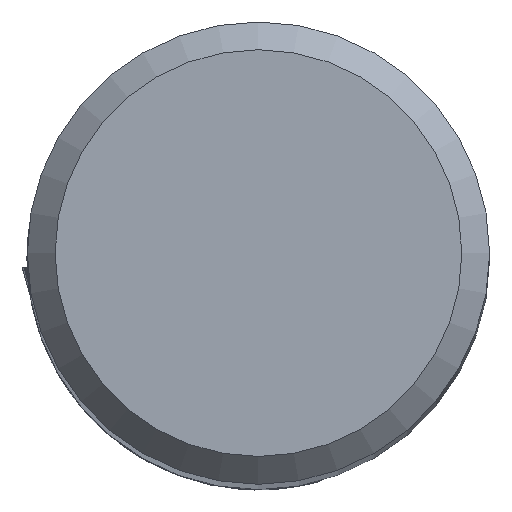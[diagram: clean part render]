
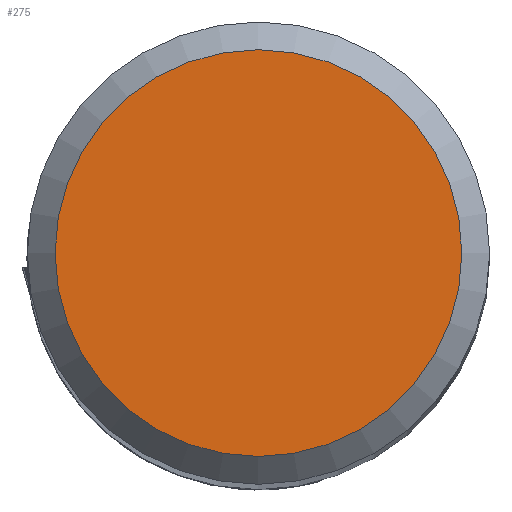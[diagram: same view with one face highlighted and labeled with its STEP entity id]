
A CAD part, top view. The second image highlights one B-rep face of the part: STEP entity #275.
In plain terms, the highlighted planar face has unit normal (0, 0, 1).
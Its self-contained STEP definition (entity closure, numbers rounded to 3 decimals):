
#219=CIRCLE('',#1937,10.982);
#275=ADVANCED_FACE('TB_BL_N5_SU8',(#410),#365,.F.);
#365=PLANE('',#1939);
#410=FACE_OUTER_BOUND('',#517,.T.);
#517=EDGE_LOOP('',(#943));
#943=ORIENTED_EDGE('',*,*,#1591,.T.);
#1407=VERTEX_POINT('',#2841);
#1591=EDGE_CURVE('',#1407,#1407,#219,.T.);
#1937=AXIS2_PLACEMENT_3D('',#2840,#2183,#2184);
#1939=AXIS2_PLACEMENT_3D('',#2843,#2187,#2188);
#2183=DIRECTION('',(0.,0.,1.));
#2184=DIRECTION('',(1.,0.,0.));
#2187=DIRECTION('',(0.,0.,-1.));
#2188=DIRECTION('',(-1.,0.,0.));
#2840=CARTESIAN_POINT('',(0.,0.,0.));
#2841=CARTESIAN_POINT('',(10.982,0.,0.));
#2843=CARTESIAN_POINT('',(10.982,0.,0.));
